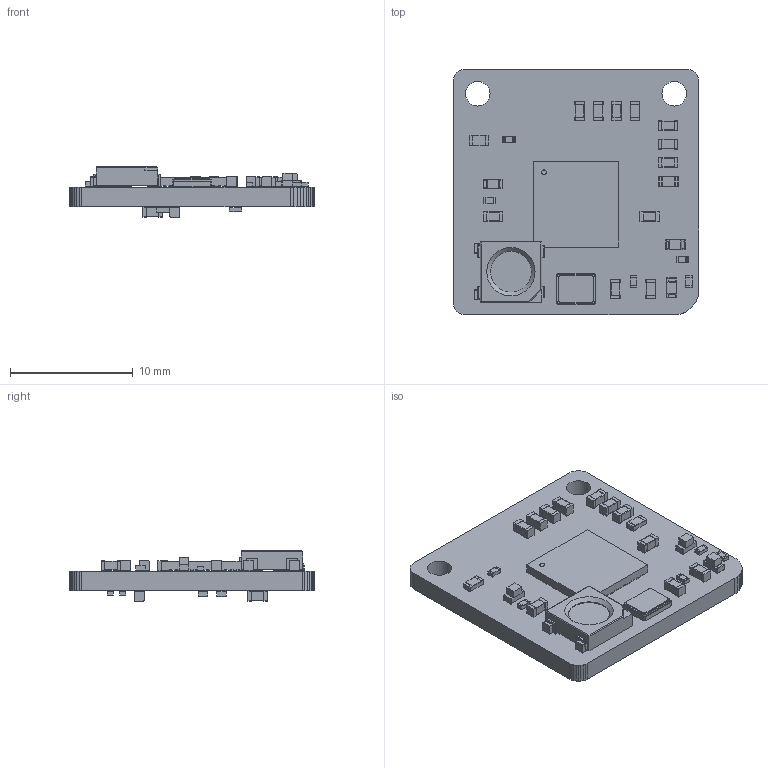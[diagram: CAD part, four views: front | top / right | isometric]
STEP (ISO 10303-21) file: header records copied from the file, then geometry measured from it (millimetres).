
FILE_DESCRIPTION(('KiCad electronic assembly'),'2;1');
FILE_NAME('PicoMod.step','2023-07-20T13:23:15',('Pcbnew'),('Kicad'), 'Open CASCADE STEP processor 7.6','KiCad to STEP converter','Unknown' );
FILE_SCHEMA(('AUTOMOTIVE_DESIGN { 1 0 10303 214 1 1 1 1 }'));
Length unit declared in the file: millimetre
Products named in the file (16): PicoMod 1; C_0603_1608Metric; SOLID; R_0402_1005Metric; R_0603_1608Metric; LED_WS2812B_PLCC4_5.0x5.0mm_P3.2mm; LED_0603_1608Metric; Crystal_SMD_SeikoEpson_TSX3225-4Pin_3.2x2.5mm; Infineon_MLPQ-48-1EP_7x7mm_P0.5mm_Pad5.55x5.55mm; PicoMod PCB
Assembly tree (41 placements, depth 3):
  PicoMod 1
    C_0603_1608Metric  x16
      SOLID
    R_0402_1005Metric  x7
      SOLID
    R_0603_1608Metric  x4
      SOLID
    LED_WS2812B_PLCC4_5.0x5.0mm_P3.2mm
      SOLID
    LED_0603_1608Metric  x3
      SOLID
    Crystal_SMD_SeikoEpson_TSX3225-4Pin_3.2x2.5mm
      SOLID
    Infineon_MLPQ-48-1EP_7x7mm_P0.5mm_Pad5.55x5.55mm
      SOLID
    PicoMod PCB
Bounding box: 20 x 20 x 4.08 mm (x, y, z)
Volume: 716.6 mm3; surface area: 1315.4 mm2
Topology: 34 solids, 34 shells, 1319 faces, 3574 edges, 2358 vertices
Faces by surface type: plane 977, cylinder 341, cone 1
Full cylindrical faces by diameter (mm): 0.4 x1, 2 x2, 3.333 x1
Entity records: 43759 total; most frequent: CARTESIAN_POINT 7137, DIRECTION 6132, LINE 4560, VECTOR 4560, ORIENTED_EDGE 3232, PCURVE 3232, DEFINITIONAL_REPRESENTATION 3232, EDGE_CURVE 1616
